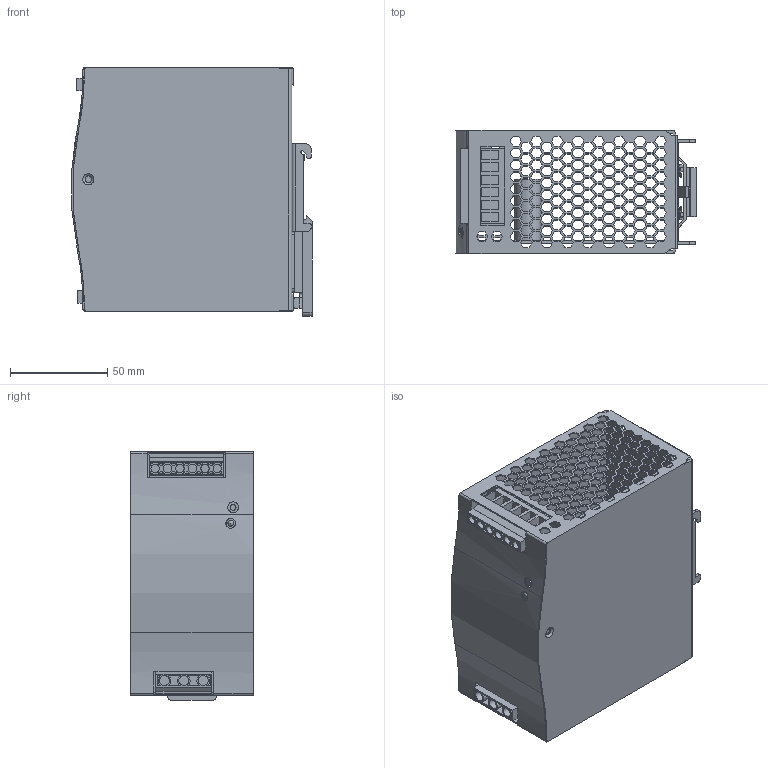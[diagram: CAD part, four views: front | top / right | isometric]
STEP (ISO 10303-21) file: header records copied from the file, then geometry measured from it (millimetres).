
FILE_DESCRIPTION((''),'2;1');
FILE_NAME('PS-C240.stp','2010-09-15T11:40:57',('Sebastian'),(''),'Autodesk Inventor 2008','Autodesk Inventor 2008','');
FILE_SCHEMA(('AUTOMOTIVE_DESIGN { 1 0 10303 214 1 1 1 1 }'));
Length unit declared in the file: millimetre
Products named in the file (5): PS-C240; Y-STRINGTOP; INNERSTUFF; Y-STRINGBOTTOM; W-OUTSIDE
Assembly tree (4 placements, depth 2):
  PS-C240
    Y-STRINGTOP
    INNERSTUFF
    Y-STRINGBOTTOM
    W-OUTSIDE
Bounding box: 123.41 x 63 x 127.81 mm (x, y, z)
Volume: 130940.5 mm3; surface area: 161830.7 mm2
Topology: 4 solids, 4 shells, 2343 faces, 6870 edges, 4559 vertices
Faces by surface type: plane 2168, cylinder 165, cone 7, bspline 3
Full cylindrical faces by diameter (mm): 1.94 x1, 2.6 x2, 3 x2, 3.4 x7, 3.5 x3, 3.6 x1, 4 x5, 4.3 x6, 5 x1, 5.1 x3, 5.5 x1, 13.5 x3
Entity records: 78023 total; most frequent: CARTESIAN_POINT 14062, ORIENTED_EDGE 13650, DIRECTION 11856, EDGE_CURVE 6825, VECTOR 6452, LINE 6452, VERTEX_POINT 4557, EDGE_LOOP 3054
